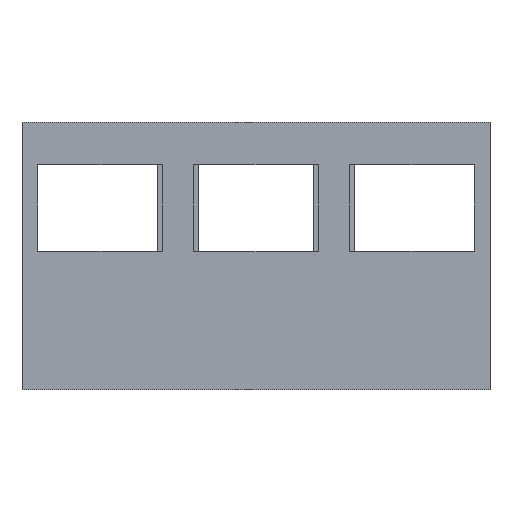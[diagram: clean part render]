
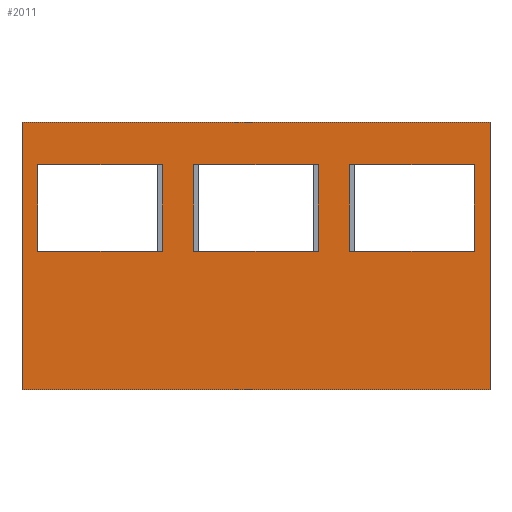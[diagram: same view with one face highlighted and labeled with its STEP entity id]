
A CAD part, top view. The second image highlights one B-rep face of the part: STEP entity #2011.
In plain terms, the highlighted planar face has unit normal (0, 0, 1).
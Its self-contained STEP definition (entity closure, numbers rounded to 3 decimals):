
#1929=AXIS2_PLACEMENT_3D('Plane Axis2P3D',#1926,#1927,#1928) ;
#1142=CARTESIAN_POINT('Vertex',(-52.5,60.,82.5)) ;
#1145=CARTESIAN_POINT('Line Origine',(0.,60.,82.5)) ;
#1149=CARTESIAN_POINT('Vertex',(52.5,60.,82.5)) ;
#1653=CARTESIAN_POINT('Line Origine',(0.,0.,82.5)) ;
#1657=CARTESIAN_POINT('Vertex',(-52.5,0.,82.5)) ;
#1659=CARTESIAN_POINT('Vertex',(52.5,0.,82.5)) ;
#1751=CARTESIAN_POINT('Line Origine',(52.5,30.,82.5)) ;
#1770=CARTESIAN_POINT('Line Origine',(-52.5,30.,82.5)) ;
#1839=CARTESIAN_POINT('Vertex',(21.,50.5,82.5)) ;
#1846=CARTESIAN_POINT('Vertex',(49.,50.5,82.5)) ;
#1849=CARTESIAN_POINT('Line Origine',(35.,50.5,82.5)) ;
#1866=CARTESIAN_POINT('Line Origine',(49.,40.75,82.5)) ;
#1870=CARTESIAN_POINT('Vertex',(49.,31.,82.5)) ;
#1890=CARTESIAN_POINT('Line Origine',(21.,40.75,82.5)) ;
#1894=CARTESIAN_POINT('Vertex',(21.,31.,82.5)) ;
#1914=CARTESIAN_POINT('Line Origine',(35.,31.,82.5)) ;
#1926=CARTESIAN_POINT('Axis2P3D Location',(0.,0.,82.5)) ;
#1943=CARTESIAN_POINT('Line Origine',(-49.,40.75,82.5)) ;
#1947=CARTESIAN_POINT('Vertex',(-49.,50.5,82.5)) ;
#1949=CARTESIAN_POINT('Vertex',(-49.,31.,82.5)) ;
#1952=CARTESIAN_POINT('Line Origine',(-35.,50.5,82.5)) ;
#1956=CARTESIAN_POINT('Vertex',(-21.,50.5,82.5)) ;
#1959=CARTESIAN_POINT('Line Origine',(-21.,40.75,82.5)) ;
#1963=CARTESIAN_POINT('Vertex',(-21.,31.,82.5)) ;
#1966=CARTESIAN_POINT('Line Origine',(-35.,31.,82.5)) ;
#1977=CARTESIAN_POINT('Line Origine',(-14.,40.75,82.5)) ;
#1981=CARTESIAN_POINT('Vertex',(-14.,50.5,82.5)) ;
#1983=CARTESIAN_POINT('Vertex',(-14.,31.,82.5)) ;
#1986=CARTESIAN_POINT('Line Origine',(0.,50.5,82.5)) ;
#1990=CARTESIAN_POINT('Vertex',(14.,50.5,82.5)) ;
#1993=CARTESIAN_POINT('Line Origine',(14.,40.75,82.5)) ;
#1997=CARTESIAN_POINT('Vertex',(14.,31.,82.5)) ;
#2000=CARTESIAN_POINT('Line Origine',(0.,31.,82.5)) ;
#1146=DIRECTION('Vector Direction',(1.,0.,0.)) ;
#1654=DIRECTION('Vector Direction',(1.,0.,0.)) ;
#1752=DIRECTION('Vector Direction',(0.,1.,0.)) ;
#1771=DIRECTION('Vector Direction',(0.,1.,0.)) ;
#1850=DIRECTION('Vector Direction',(1.,0.,0.)) ;
#1867=DIRECTION('Vector Direction',(0.,1.,0.)) ;
#1891=DIRECTION('Vector Direction',(0.,-1.,0.)) ;
#1915=DIRECTION('Vector Direction',(-1.,0.,0.)) ;
#1927=DIRECTION('Axis2P3D Direction',(0.,0.,-1.)) ;
#1928=DIRECTION('Axis2P3D XDirection',(0.,1.,0.)) ;
#1944=DIRECTION('Vector Direction',(0.,-1.,0.)) ;
#1953=DIRECTION('Vector Direction',(1.,0.,0.)) ;
#1960=DIRECTION('Vector Direction',(0.,1.,0.)) ;
#1967=DIRECTION('Vector Direction',(-1.,0.,0.)) ;
#1978=DIRECTION('Vector Direction',(0.,-1.,0.)) ;
#1987=DIRECTION('Vector Direction',(1.,0.,0.)) ;
#1994=DIRECTION('Vector Direction',(0.,1.,0.)) ;
#2001=DIRECTION('Vector Direction',(-1.,0.,0.)) ;
#1147=VECTOR('Line Direction',#1146,1.) ;
#1655=VECTOR('Line Direction',#1654,1.) ;
#1753=VECTOR('Line Direction',#1752,1.) ;
#1772=VECTOR('Line Direction',#1771,1.) ;
#1851=VECTOR('Line Direction',#1850,1.) ;
#1868=VECTOR('Line Direction',#1867,1.) ;
#1892=VECTOR('Line Direction',#1891,1.) ;
#1916=VECTOR('Line Direction',#1915,1.) ;
#1945=VECTOR('Line Direction',#1944,1.) ;
#1954=VECTOR('Line Direction',#1953,1.) ;
#1961=VECTOR('Line Direction',#1960,1.) ;
#1968=VECTOR('Line Direction',#1967,1.) ;
#1979=VECTOR('Line Direction',#1978,1.) ;
#1988=VECTOR('Line Direction',#1987,1.) ;
#1995=VECTOR('Line Direction',#1994,1.) ;
#2002=VECTOR('Line Direction',#2001,1.) ;
#1932=ORIENTED_EDGE('',*,*,#1755,.F.) ;
#1933=ORIENTED_EDGE('',*,*,#1151,.F.) ;
#1934=ORIENTED_EDGE('',*,*,#1774,.T.) ;
#1935=ORIENTED_EDGE('',*,*,#1661,.T.) ;
#1938=ORIENTED_EDGE('',*,*,#1872,.F.) ;
#1939=ORIENTED_EDGE('',*,*,#1918,.T.) ;
#1940=ORIENTED_EDGE('',*,*,#1896,.F.) ;
#1941=ORIENTED_EDGE('',*,*,#1853,.T.) ;
#1972=ORIENTED_EDGE('',*,*,#1951,.F.) ;
#1973=ORIENTED_EDGE('',*,*,#1958,.T.) ;
#1974=ORIENTED_EDGE('',*,*,#1965,.F.) ;
#1975=ORIENTED_EDGE('',*,*,#1970,.T.) ;
#2006=ORIENTED_EDGE('',*,*,#1985,.F.) ;
#2007=ORIENTED_EDGE('',*,*,#1992,.T.) ;
#2008=ORIENTED_EDGE('',*,*,#1999,.F.) ;
#2009=ORIENTED_EDGE('',*,*,#2004,.T.) ;
#1942=FACE_BOUND('',#1937,.T.) ;
#1976=FACE_BOUND('',#1971,.T.) ;
#2010=FACE_BOUND('',#2005,.T.) ;
#2011=ADVANCED_FACE('Copriterminale basso LTC superiore',(#1936,#1942,#1976,#2010),#1930,.F.) ;
#1151=EDGE_CURVE('',#1143,#1150,#1148,.T.) ;
#1661=EDGE_CURVE('',#1658,#1660,#1656,.T.) ;
#1755=EDGE_CURVE('',#1150,#1660,#1754,.F.) ;
#1774=EDGE_CURVE('',#1143,#1658,#1773,.F.) ;
#1853=EDGE_CURVE('',#1840,#1847,#1852,.T.) ;
#1872=EDGE_CURVE('',#1871,#1847,#1869,.T.) ;
#1896=EDGE_CURVE('',#1840,#1895,#1893,.T.) ;
#1918=EDGE_CURVE('',#1871,#1895,#1917,.T.) ;
#1951=EDGE_CURVE('',#1948,#1950,#1946,.T.) ;
#1958=EDGE_CURVE('',#1948,#1957,#1955,.T.) ;
#1965=EDGE_CURVE('',#1964,#1957,#1962,.T.) ;
#1970=EDGE_CURVE('',#1964,#1950,#1969,.T.) ;
#1985=EDGE_CURVE('',#1982,#1984,#1980,.T.) ;
#1992=EDGE_CURVE('',#1982,#1991,#1989,.T.) ;
#1999=EDGE_CURVE('',#1998,#1991,#1996,.T.) ;
#2004=EDGE_CURVE('',#1998,#1984,#2003,.T.) ;
#1931=EDGE_LOOP('',(#1932,#1933,#1934,#1935)) ;
#1937=EDGE_LOOP('',(#1938,#1939,#1940,#1941)) ;
#1971=EDGE_LOOP('',(#1972,#1973,#1974,#1975)) ;
#2005=EDGE_LOOP('',(#2006,#2007,#2008,#2009)) ;
#1936=FACE_OUTER_BOUND('',#1931,.T.) ;
#1148=LINE('Line',#1145,#1147) ;
#1656=LINE('Line',#1653,#1655) ;
#1754=LINE('Line',#1751,#1753) ;
#1773=LINE('Line',#1770,#1772) ;
#1852=LINE('Line',#1849,#1851) ;
#1869=LINE('Line',#1866,#1868) ;
#1893=LINE('Line',#1890,#1892) ;
#1917=LINE('Line',#1914,#1916) ;
#1946=LINE('Line',#1943,#1945) ;
#1955=LINE('Line',#1952,#1954) ;
#1962=LINE('Line',#1959,#1961) ;
#1969=LINE('Line',#1966,#1968) ;
#1980=LINE('Line',#1977,#1979) ;
#1989=LINE('Line',#1986,#1988) ;
#1996=LINE('Line',#1993,#1995) ;
#2003=LINE('Line',#2000,#2002) ;
#1930=PLANE('',#1929) ;
#1143=VERTEX_POINT('',#1142) ;
#1150=VERTEX_POINT('',#1149) ;
#1658=VERTEX_POINT('',#1657) ;
#1660=VERTEX_POINT('',#1659) ;
#1840=VERTEX_POINT('',#1839) ;
#1847=VERTEX_POINT('',#1846) ;
#1871=VERTEX_POINT('',#1870) ;
#1895=VERTEX_POINT('',#1894) ;
#1948=VERTEX_POINT('',#1947) ;
#1950=VERTEX_POINT('',#1949) ;
#1957=VERTEX_POINT('',#1956) ;
#1964=VERTEX_POINT('',#1963) ;
#1982=VERTEX_POINT('',#1981) ;
#1984=VERTEX_POINT('',#1983) ;
#1991=VERTEX_POINT('',#1990) ;
#1998=VERTEX_POINT('',#1997) ;
